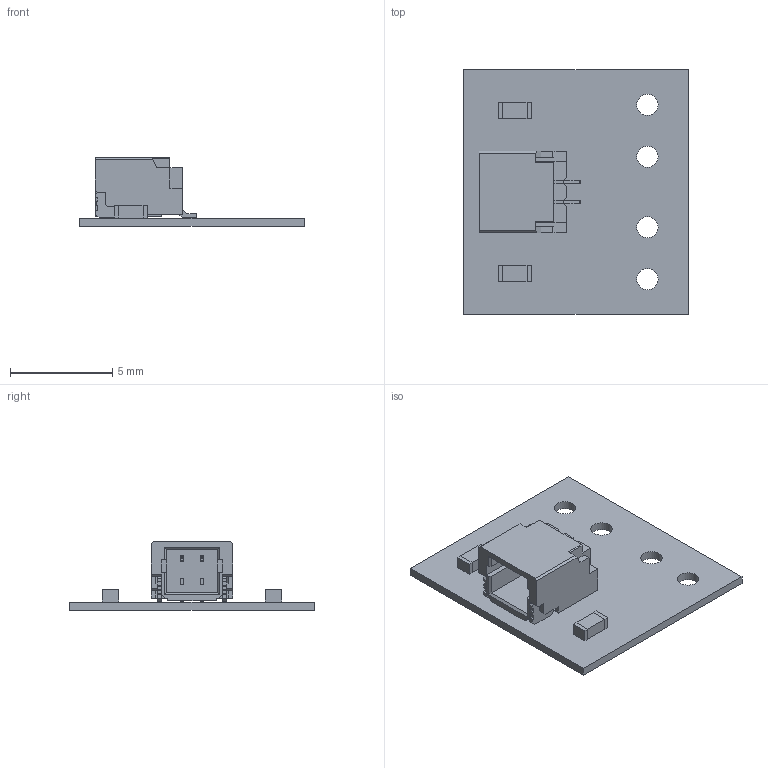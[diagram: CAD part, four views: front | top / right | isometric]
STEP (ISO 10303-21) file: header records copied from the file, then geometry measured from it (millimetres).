
FILE_DESCRIPTION(('Open CASCADE Model'),'2;1');
FILE_NAME('Open CASCADE Shape Model','2023-03-18T12:58:34',('Author'),( 'Open CASCADE'),'Open CASCADE STEP processor 6.8','Open CASCADE 6.8' ,'Unknown');
FILE_SCHEMA(('AUTOMOTIVE_DESIGN { 1 0 10303 214 1 1 1 1 }'));
Length unit declared in the file: millimetre
Products named in the file (11): PCB; Board; Open CASCADE STEP translator 6.8 1.1.1; R2; 6431738112; Extruded; 6431737072; R1; J1; SM02B-SRSS-TB-LF--SN---3DModel-STEP-56544
Assembly tree (14 placements, depth 4):
  PCB
    Board
      Open CASCADE STEP translator 6.8 1.1.1
    R2
      6431738112
        Extruded
      6431737072  x2
        Extruded
    R1
      6431738112
        Extruded
      6431737072  x2
        Extruded
    J1
      SM02B-SRSS-TB-LF--SN---3DModel-STEP-56544
Bounding box: 11 x 12 x 3.37 mm (x, y, z)
Volume: 83 mm3; surface area: 441.2 mm2
Topology: 12 solids, 12 shells, 249 faces, 668 edges, 440 vertices
Faces by surface type: plane 229, cylinder 20
Full cylindrical faces by diameter (mm): 1.04 x4
Entity records: 7337 total; most frequent: CARTESIAN_POINT 1268, ORIENTED_EDGE 1240, DIRECTION 1140, EDGE_CURVE 620, LINE 580, VECTOR 580, VERTEX_POINT 408, AXIS2_PLACEMENT_3D 280
